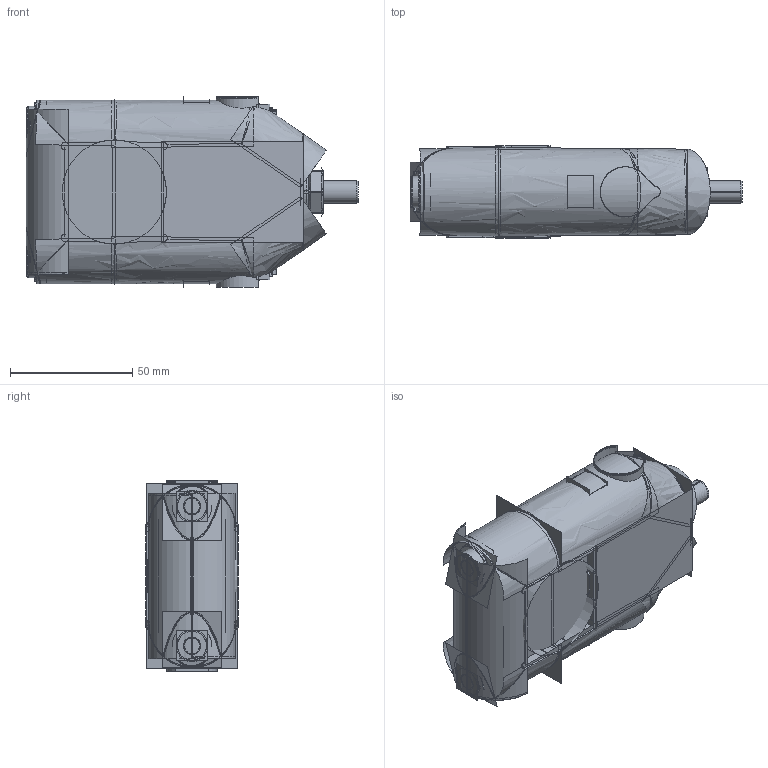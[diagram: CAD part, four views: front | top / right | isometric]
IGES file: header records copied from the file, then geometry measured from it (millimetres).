
Start section:  PTC IGES file: part786-618383_asm.igs
Global section: file name: part786-618383_asm.igs; native system: Pro/ENGINEER by Parametric Technology Corporation; preprocessor: 2005310; author: RCRU23; organization: Unknown; date: 080129.102411; units: millimetre
Bounding box: 135.73 x 37.63 x 78.03 mm (x, y, z)
Surface area: 307696.5 mm2 (no closed solid volume)
Topology: 0 solids, 0 shells, 1252 faces, 17601 edges, 23124 vertices
Faces by surface type: revolution 702, bspline 550
